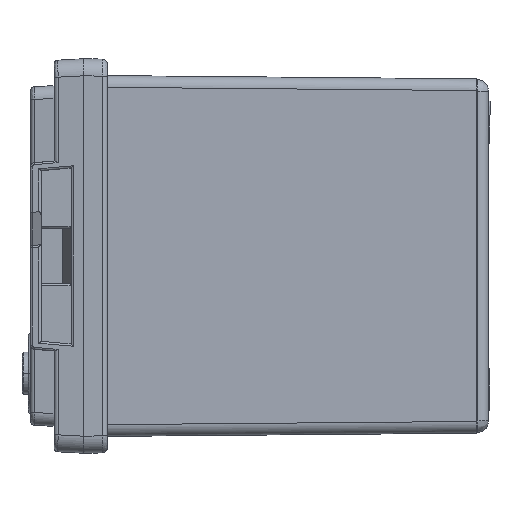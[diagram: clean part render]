
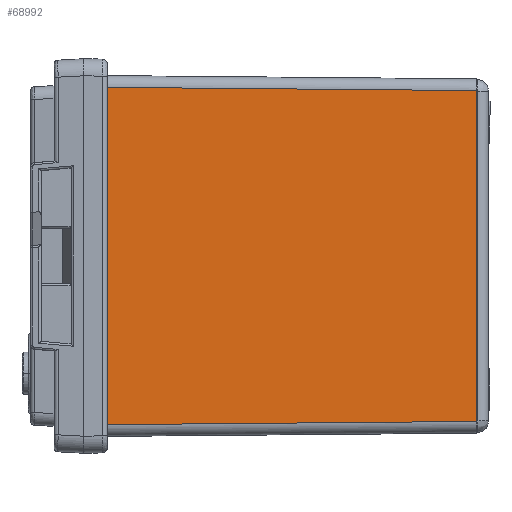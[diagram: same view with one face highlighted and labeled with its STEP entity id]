
A CAD part, left-side view. The second image highlights one B-rep face of the part: STEP entity #68992.
In plain terms, the highlighted face is planar.
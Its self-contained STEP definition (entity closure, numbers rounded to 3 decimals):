
#244 = CARTESIAN_POINT ( 'NONE',  ( -162.93, -79.03, 15.7 ) ) ;
#1231 = DIRECTION ( 'NONE',  ( 0., 1., 0. ) ) ;
#1242 = EDGE_LOOP ( 'NONE', ( #65472, #2656, #27212, #34610 ) ) ;
#2656 = ORIENTED_EDGE ( 'NONE', *, *, #57394, .F. ) ;
#4452 = EDGE_CURVE ( 'NONE', #31072, #66393, #6726, .T. ) ;
#6534 = VECTOR ( 'NONE', #6771, 1000. ) ;
#6726 = LINE ( 'NONE', #244, #6986 ) ;
#6771 = DIRECTION ( 'NONE',  ( 0.009, -0.009, 1. ) ) ;
#6986 = VECTOR ( 'NONE', #66900, 1000. ) ;
#7133 = CARTESIAN_POINT ( 'NONE',  ( -162.93, 79.03, 15.7 ) ) ;
#7375 = CARTESIAN_POINT ( 'NONE',  ( -163.067, -109., 0.028 ) ) ;
#10457 = CARTESIAN_POINT ( 'NONE',  ( -161.42, 77.52, 188.7 ) ) ;
#13704 = CARTESIAN_POINT ( 'NONE',  ( -162.93, -79.03, 15.7 ) ) ;
#16009 = DIRECTION ( 'NONE',  ( 0., 1., 0. ) ) ;
#17578 = FACE_OUTER_BOUND ( 'NONE', #1242, .T. ) ;
#19386 = VECTOR ( 'NONE', #20009, 1000. ) ;
#20009 = DIRECTION ( 'NONE',  ( 0., 1., 0. ) ) ;
#27212 = ORIENTED_EDGE ( 'NONE', *, *, #58989, .F. ) ;
#27831 = VERTEX_POINT ( 'NONE', #49473 ) ;
#28974 = VECTOR ( 'NONE', #16009, 1000. ) ;
#31072 = VERTEX_POINT ( 'NONE', #13704 ) ;
#31265 = LINE ( 'NONE', #70283, #19386 ) ;
#33342 = LINE ( 'NONE', #7133, #6534 ) ;
#34610 = ORIENTED_EDGE ( 'NONE', *, *, #4452, .T. ) ;
#37485 = CARTESIAN_POINT ( 'NONE',  ( -162.93, -79.03, 15.7 ) ) ;
#37919 = AXIS2_PLACEMENT_3D ( 'NONE', #7375, #58126, #1231 ) ;
#45700 = EDGE_CURVE ( 'NONE', #66393, #68662, #31265, .T. ) ;
#49473 = CARTESIAN_POINT ( 'NONE',  ( -162.93, 79.03, 15.7 ) ) ;
#57394 = EDGE_CURVE ( 'NONE', #27831, #68662, #33342, .T. ) ;
#58126 = DIRECTION ( 'NONE',  ( -1., 0., 0.009 ) ) ;
#58989 = EDGE_CURVE ( 'NONE', #31072, #27831, #64936, .T. ) ;
#61527 = CARTESIAN_POINT ( 'NONE',  ( -161.42, -77.52, 188.7 ) ) ;
#64936 = LINE ( 'NONE', #37485, #28974 ) ;
#65472 = ORIENTED_EDGE ( 'NONE', *, *, #45700, .T. ) ;
#66393 = VERTEX_POINT ( 'NONE', #61527 ) ;
#66900 = DIRECTION ( 'NONE',  ( 0.009, 0.009, 1. ) ) ;
#68662 = VERTEX_POINT ( 'NONE', #10457 ) ;
#68992 = ADVANCED_FACE ( 'NONE', ( #17578 ), #70177, .T. ) ;
#70177 = PLANE ( 'NONE',  #37919 ) ;
#70283 = CARTESIAN_POINT ( 'NONE',  ( -161.42, -77.52, 188.7 ) ) ;
